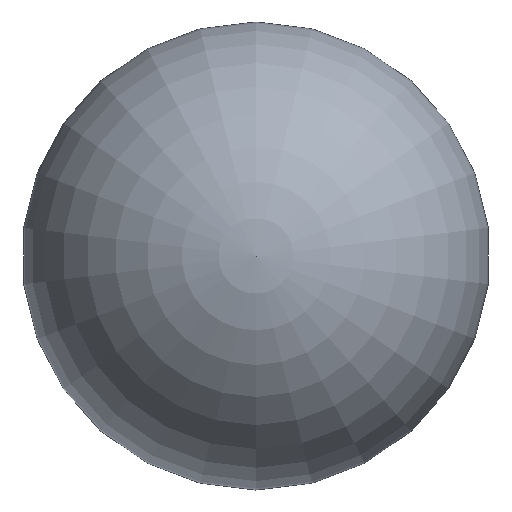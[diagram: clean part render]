
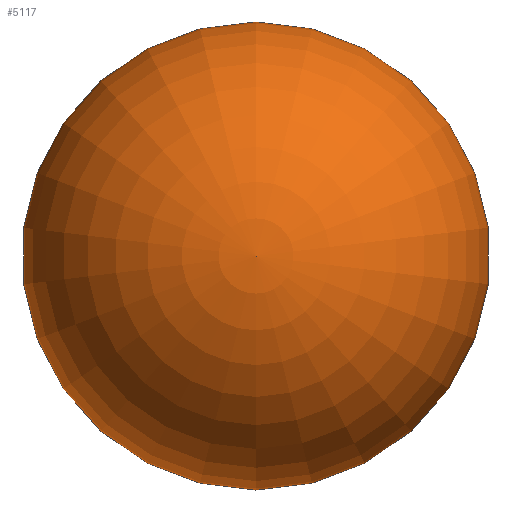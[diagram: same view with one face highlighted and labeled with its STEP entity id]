
A CAD part, left-side view. The second image highlights one B-rep face of the part: STEP entity #5117.
In plain terms, the highlighted toroidal (fillet/blend) face has major radius 7.151 mm and minor radius 1300 mm.
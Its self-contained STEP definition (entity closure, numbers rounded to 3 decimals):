
#25=VERTEX_LOOP('',#3187);
#42=DEGENERATE_TOROIDAL_SURFACE('',#8122,7.151,1300.,.T.);
#2068=ORIENTED_EDGE('',*,*,#2698,.T.);
#2698=EDGE_CURVE('',#3186,#3186,#3404,.F.);
#3186=VERTEX_POINT('',#21162);
#3187=VERTEX_POINT('',#21163);
#3404=CIRCLE('',#8123,51.889);
#4044=EDGE_LOOP('',(#2068));
#4706=FACE_BOUND('',#4044,.T.);
#4707=FACE_BOUND('',#25,.T.);
#5117=ADVANCED_FACE('',(#4706,#4707),#42,.T.);
#8122=AXIS2_PLACEMENT_3D('',#21160,#9360,#9361);
#8123=AXIS2_PLACEMENT_3D('',#21161,#9362,#9363);
#9360=DIRECTION('',(-1.,0.,0.));
#9361=DIRECTION('',(0.,0.,1.));
#9362=DIRECTION('',(-1.,0.,0.));
#9363=DIRECTION('',(0.,0.,1.));
#21160=CARTESIAN_POINT('',(-1287.18,0.,0.));
#21161=CARTESIAN_POINT('',(12.05,0.,0.));
#21162=CARTESIAN_POINT('',(12.05,0.,51.889));
#21163=CARTESIAN_POINT('',(12.801,0.,0.));
